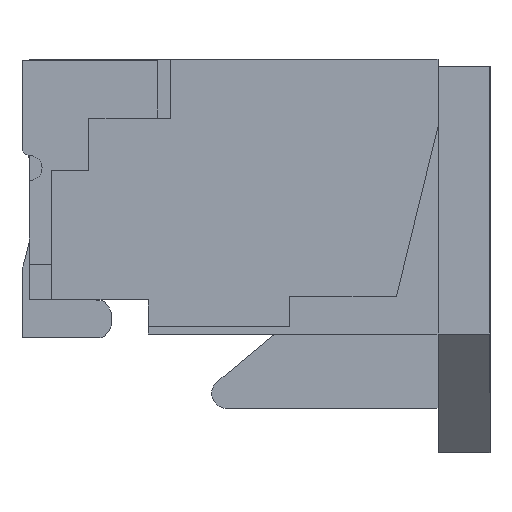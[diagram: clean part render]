
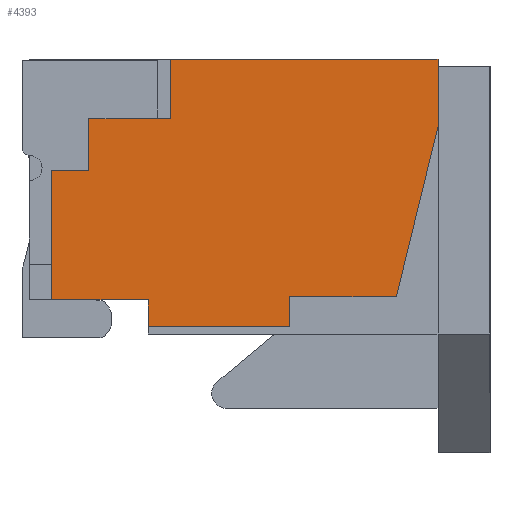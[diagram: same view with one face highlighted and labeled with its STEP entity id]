
A CAD part, left-side view. The second image highlights one B-rep face of the part: STEP entity #4393.
In plain terms, the highlighted planar face has unit normal (-1, 0, 0).
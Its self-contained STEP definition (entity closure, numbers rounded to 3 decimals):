
#606=ORIENTED_EDGE('',*,*,#1445,.F.);
#607=ORIENTED_EDGE('',*,*,#1771,.T.);
#608=ORIENTED_EDGE('',*,*,#1438,.F.);
#609=ORIENTED_EDGE('',*,*,#1528,.F.);
#610=ORIENTED_EDGE('',*,*,#1427,.F.);
#611=ORIENTED_EDGE('',*,*,#1619,.T.);
#612=ORIENTED_EDGE('',*,*,#1748,.F.);
#613=ORIENTED_EDGE('',*,*,#1525,.T.);
#614=ORIENTED_EDGE('',*,*,#1523,.T.);
#615=ORIENTED_EDGE('',*,*,#1521,.T.);
#616=ORIENTED_EDGE('',*,*,#1518,.T.);
#617=ORIENTED_EDGE('',*,*,#1770,.T.);
#618=ORIENTED_EDGE('',*,*,#1772,.F.);
#1427=EDGE_CURVE('',#2071,#2067,#2499,.T.);
#1438=EDGE_CURVE('',#2082,#2083,#2510,.T.);
#1445=EDGE_CURVE('',#2088,#2089,#2517,.T.);
#1518=EDGE_CURVE('',#2143,#2145,#2590,.T.);
#1521=EDGE_CURVE('',#2147,#2143,#2593,.T.);
#1523=EDGE_CURVE('',#2148,#2147,#2595,.T.);
#1525=EDGE_CURVE('',#2149,#2148,#2597,.T.);
#1528=EDGE_CURVE('',#2067,#2082,#2600,.T.);
#1619=EDGE_CURVE('',#2071,#2229,#2691,.T.);
#1748=EDGE_CURVE('',#2149,#2229,#2820,.T.);
#1770=EDGE_CURVE('',#2145,#2330,#2842,.T.);
#1771=EDGE_CURVE('',#2088,#2083,#2843,.T.);
#1772=EDGE_CURVE('',#2089,#2330,#2844,.T.);
#2067=VERTEX_POINT('',#5911);
#2071=VERTEX_POINT('',#5919);
#2082=VERTEX_POINT('',#5945);
#2083=VERTEX_POINT('',#5946);
#2088=VERTEX_POINT('',#5958);
#2089=VERTEX_POINT('',#5960);
#2143=VERTEX_POINT('',#6099);
#2145=VERTEX_POINT('',#6103);
#2147=VERTEX_POINT('',#6110);
#2148=VERTEX_POINT('',#6114);
#2149=VERTEX_POINT('',#6118);
#2229=VERTEX_POINT('',#6313);
#2330=VERTEX_POINT('',#6609);
#2499=LINE('',#5920,#3103);
#2510=LINE('',#5944,#3114);
#2517=LINE('',#5959,#3121);
#2590=LINE('',#6104,#3194);
#2593=LINE('',#6109,#3197);
#2595=LINE('',#6113,#3199);
#2597=LINE('',#6117,#3201);
#2600=LINE('',#6122,#3204);
#2691=LINE('',#6314,#3295);
#2820=LINE('',#6570,#3424);
#2842=LINE('',#6610,#3446);
#2843=LINE('',#6612,#3447);
#2844=LINE('',#6613,#3448);
#3103=VECTOR('',#4810,1000.);
#3114=VECTOR('',#4827,1000.);
#3121=VECTOR('',#4836,1000.);
#3194=VECTOR('',#4939,1000.);
#3197=VECTOR('',#4944,1000.);
#3199=VECTOR('',#4948,1000.);
#3201=VECTOR('',#4952,1000.);
#3204=VECTOR('',#4957,1000.);
#3295=VECTOR('',#5090,1000.);
#3424=VECTOR('',#5289,1000.);
#3446=VECTOR('',#5329,1000.);
#3447=VECTOR('',#5332,1000.);
#3448=VECTOR('',#5333,1000.);
#3792=EDGE_LOOP('',(#606,#607,#608,#609,#610,#611,#612,#613,#614,#615,#616,
#617,#618));
#4004=FACE_BOUND('',#3792,.T.);
#4215=PLANE('',#4640);
#4393=ADVANCED_FACE('',(#4004),#4215,.F.);
#4640=AXIS2_PLACEMENT_3D('',#6611,#5330,#5331);
#4810=DIRECTION('',(0.,0.237,-0.972));
#4827=DIRECTION('',(0.,0.,-1.));
#4836=DIRECTION('',(0.,0.,1.));
#4939=DIRECTION('',(0.,1.,0.));
#4944=DIRECTION('',(0.,0.,-1.));
#4948=DIRECTION('',(0.,1.,0.));
#4952=DIRECTION('',(0.,0.,-1.));
#4957=DIRECTION('',(0.,1.,0.));
#5090=DIRECTION('',(0.,0.,1.));
#5289=DIRECTION('',(0.,-1.,0.));
#5329=DIRECTION('',(0.,0.,-1.));
#5330=DIRECTION('',(1.,0.,0.));
#5331=DIRECTION('',(0.,0.,-1.));
#5332=DIRECTION('',(0.,-1.,0.));
#5333=DIRECTION('',(0.,1.,0.));
#5911=CARTESIAN_POINT('',(-4.3,0.28,-0.675));
#5919=CARTESIAN_POINT('',(-4.3,0.,0.475));
#5920=CARTESIAN_POINT('',(-4.3,0.,0.475));
#5944=CARTESIAN_POINT('',(-4.3,1.,-0.675));
#5945=CARTESIAN_POINT('',(-4.3,1.,-0.675));
#5946=CARTESIAN_POINT('',(-4.3,1.,-0.875));
#5958=CARTESIAN_POINT('',(-4.3,1.95,-0.875));
#5959=CARTESIAN_POINT('',(-4.3,1.95,-0.925));
#5960=CARTESIAN_POINT('',(-4.3,1.95,-0.695));
#6099=CARTESIAN_POINT('',(-4.3,2.35,0.175));
#6103=CARTESIAN_POINT('',(-4.3,2.6,0.175));
#6104=CARTESIAN_POINT('',(-4.3,2.75,0.175));
#6109=CARTESIAN_POINT('',(-4.3,2.35,-0.925));
#6110=CARTESIAN_POINT('',(-4.3,2.35,0.525));
#6113=CARTESIAN_POINT('',(-4.3,2.75,0.525));
#6114=CARTESIAN_POINT('',(-4.3,1.8,0.525));
#6117=CARTESIAN_POINT('',(-4.3,1.8,0.925));
#6118=CARTESIAN_POINT('',(-4.3,1.8,0.925));
#6122=CARTESIAN_POINT('',(-4.3,2.75,-0.675));
#6313=CARTESIAN_POINT('',(-4.3,0.,0.925));
#6314=CARTESIAN_POINT('',(-4.3,0.,-0.925));
#6570=CARTESIAN_POINT('',(-4.3,2.75,0.925));
#6609=CARTESIAN_POINT('',(-4.3,2.6,-0.695));
#6610=CARTESIAN_POINT('',(-4.3,2.6,0.175));
#6611=CARTESIAN_POINT('',(-4.3,2.75,-0.925));
#6612=CARTESIAN_POINT('',(-4.3,1.95,-0.875));
#6613=CARTESIAN_POINT('',(-4.3,2.75,-0.695));
